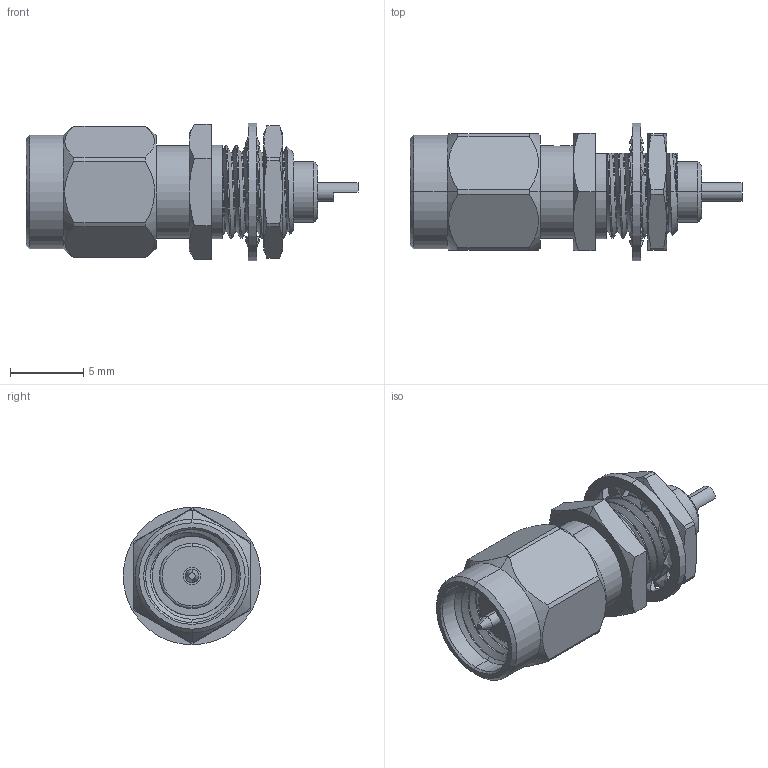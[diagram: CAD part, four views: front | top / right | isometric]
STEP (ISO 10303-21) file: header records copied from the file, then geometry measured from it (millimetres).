
FILE_DESCRIPTION (( 'STEP AP203' ), '1' );
FILE_NAME ('PE4354.step', '2018-06-27T23:08:46', ( '' ), ( '' ), 'SwSTEP 2.0', 'SolidWorks 2017', '' );
FILE_SCHEMA (( 'CONFIG_CONTROL_DESIGN' ));
Length unit declared in the file: inch
Products named in the file (1): PE4354
Bounding box: 22.68 x 9.4 x 9.4 mm (x, y, z)
Volume: 729.8 mm3; surface area: 1064 mm2
Topology: 4 solids, 5 shells, 249 faces, 626 edges, 406 vertices
Faces by surface type: cylinder 75, bspline 72, plane 54, cone 46, torus 2
Entity records: 14738 total; most frequent: CARTESIAN_POINT 9429, ORIENTED_EDGE 1252, DIRECTION 859, EDGE_CURVE 626, VERTEX_POINT 406, AXIS2_PLACEMENT_3D 316, EDGE_LOOP 272, FACE_OUTER_BOUND 249
